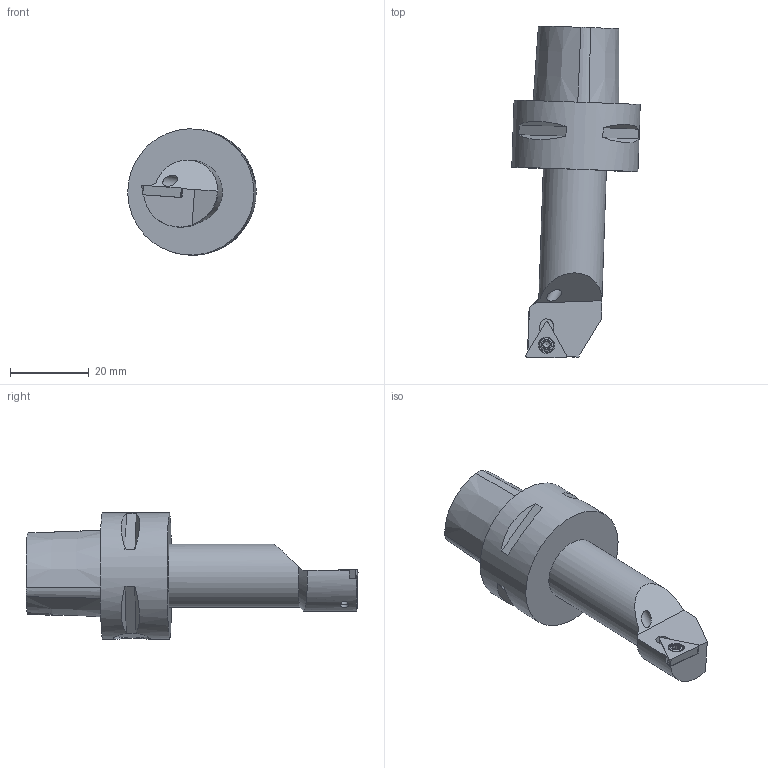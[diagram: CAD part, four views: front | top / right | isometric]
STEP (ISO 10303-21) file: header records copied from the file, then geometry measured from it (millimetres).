
FILE_DESCRIPTION(/* description */ (''),/* implementation_level */ '2;1');
FILE_NAME(/* name */ 'C3-STFCL-11065-11.stp',/* time_stamp */ '2009-01-13T08:29:04+01:00',/* author */ (''),/* organization */ (''),/* preprocessor_version */ 'ST-DEVELOPER v11',/* originating_system */ 'UGS - NX 5.0',/* authorisation */ '');
FILE_SCHEMA (('AUTOMOTIVE_DESIGN { 1 0 10303 214 1 1 1 1 }'));
Length unit declared in the file: millimetre
Products named in the file (1): C3-STFCL-11065-11
Bounding box: 32.55 x 84.11 x 32.02 mm (x, y, z)
Volume: 22192.6 mm3; surface area: 9319.6 mm2
Topology: 3 solids, 3 shells, 125 faces, 321 edges, 209 vertices
Faces by surface type: cylinder 56, plane 37, cone 26, torus 5, sphere 1
Full cylindrical faces by diameter (mm): 2.15 x1, 2.5 x2, 2.8 x1, 3 x1, 3.45 x1, 4.1 x1, 8.5 x1, 9.5 x1, 10.2 x1, 12 x1, 15 x2, 16 x1, 16.5 x1, 32 x1
Entity records: 4008 total; most frequent: CARTESIAN_POINT 1152, DIRECTION 589, ORIENTED_EDGE 540, EDGE_CURVE 270, AXIS2_PLACEMENT_3D 245, VERTEX_POINT 195, EDGE_LOOP 173, ADVANCED_FACE 125
